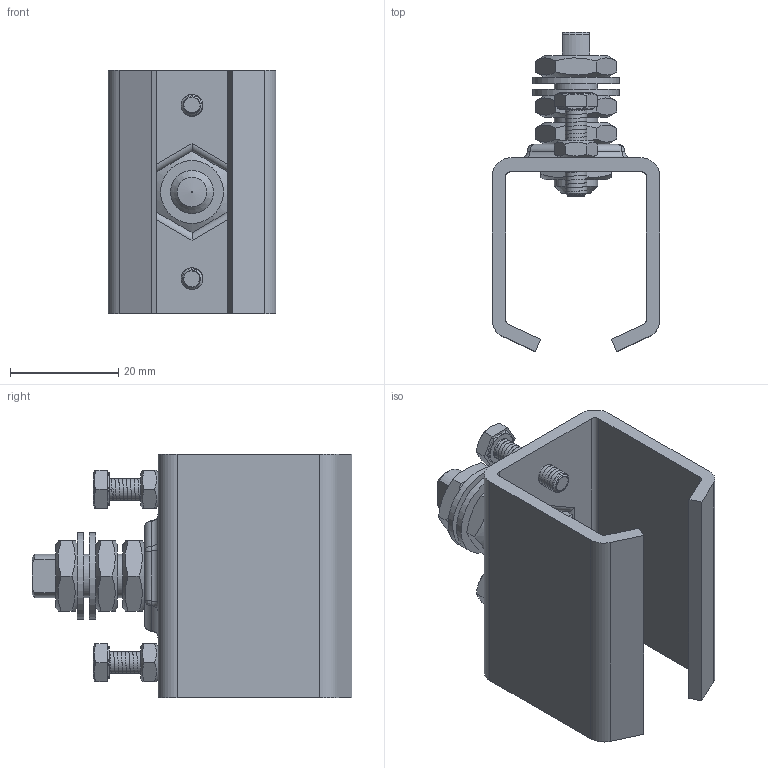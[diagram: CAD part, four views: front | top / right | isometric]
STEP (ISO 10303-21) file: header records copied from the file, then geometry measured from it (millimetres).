
FILE_DESCRIPTION(/* description */ (''),/* implementation_level */ '2;1');
FILE_NAME(/* name */ '2521MC.stp',/* time_stamp */ '2022-04-25T16:00:10+02:00',/* author */ ('Giuliano'),/* organization */ (''),/* preprocessor_version */ 'ST-DEVELOPER v18.1',/* originating_system */ 'Autodesk Inventor 2021',/* authorisation */ '');
FILE_SCHEMA (('AUTOMOTIVE_DESIGN { 1 0 10303 214 3 1 1 }'));
Products named in the file (1): Pièce6
Bounding box: 31 x 59.06 x 45 mm (x, y, z)
Volume: 15886.2 mm3; surface area: 15280.4 mm2
Topology: 12 solids, 14 shells, 242 faces, 666 edges, 444 vertices
Faces by surface type: plane 114, cylinder 62, cone 46, torus 10, bspline 10
Full cylindrical faces by diameter (mm): 3.242 x4, 4 x2, 6.03 x2, 6.647 x4, 8 x1, 8.2 x3, 16 x2
Entity records: 34444 total; most frequent: CARTESIAN_POINT 29145, ORIENTED_EDGE 1108, DIRECTION 1070, EDGE_CURVE 554, AXIS2_PLACEMENT_3D 423, VERTEX_POINT 350, EDGE_LOOP 274, FACE_OUTER_BOUND 242
